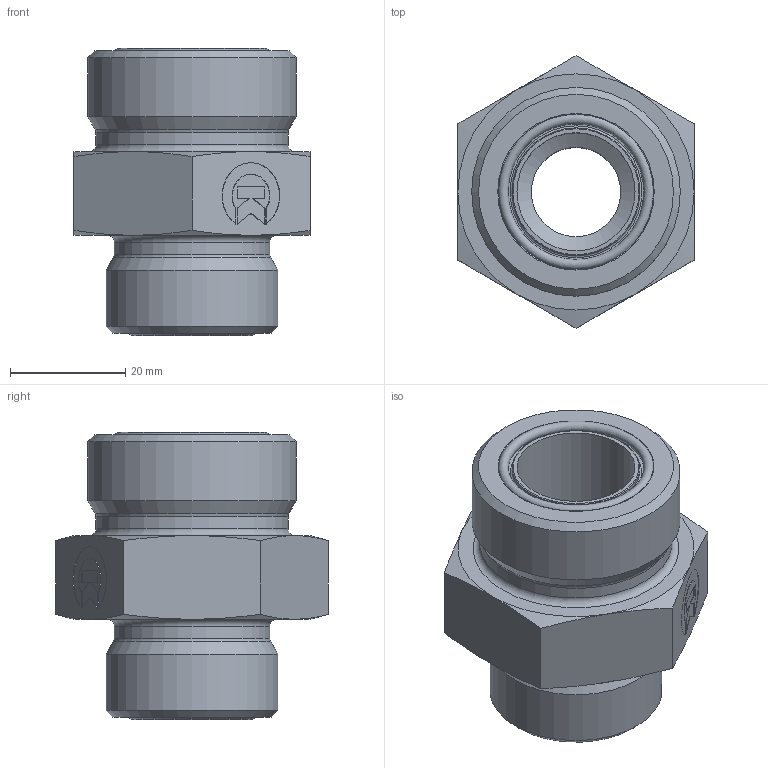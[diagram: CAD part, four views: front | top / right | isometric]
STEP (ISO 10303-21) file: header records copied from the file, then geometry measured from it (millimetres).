
FILE_DESCRIPTION((''),'2;1');
FILE_NAME('203102319Vi.stp','2015-01-09T14:40:08',(''),('KNOMI spol. s r. o.'),'Autodesk Inventor 2012','Autodesk Inventor 2012','');
FILE_SCHEMA(('AUTOMOTIVE_DESIGN { 1 2 10303 214 0 1 1 1 }'));
Length unit declared in the file: millimetre
Products named in the file (4): POS 25x20 (16-12) Vi 1 7/16-12 / 1 3/16-12 (WWW); 203112319; 6023520178Vi; 6018770178Vi
Assembly tree (3 placements, depth 2):
  POS 25x20 (16-12) Vi 1 7/16-12 / 1 3/16-12 (WWW)
    203112319
    6023520178Vi
    6018770178Vi
Bounding box: 41 x 47.34 x 49.82 mm (x, y, z)
Volume: 36708.3 mm3; surface area: 11920.7 mm2
Topology: 3 solids, 3 shells, 89 faces, 200 edges, 123 vertices
Faces by surface type: plane 44, cone 17, cylinder 14, torus 14
Full cylindrical faces by diameter (mm): 15.5 x1, 17.47 x1, 20.5 x1, 22.17 x2, 26.87 x1, 27 x1, 29.85 x1, 33.35 x1, 36.22 x1
Entity records: 2400 total; most frequent: CARTESIAN_POINT 434, DIRECTION 396, ORIENTED_EDGE 340, EDGE_CURVE 170, AXIS2_PLACEMENT_3D 154, EDGE_LOOP 128, VERTEX_POINT 120, FACE_OUTER_BOUND 89
